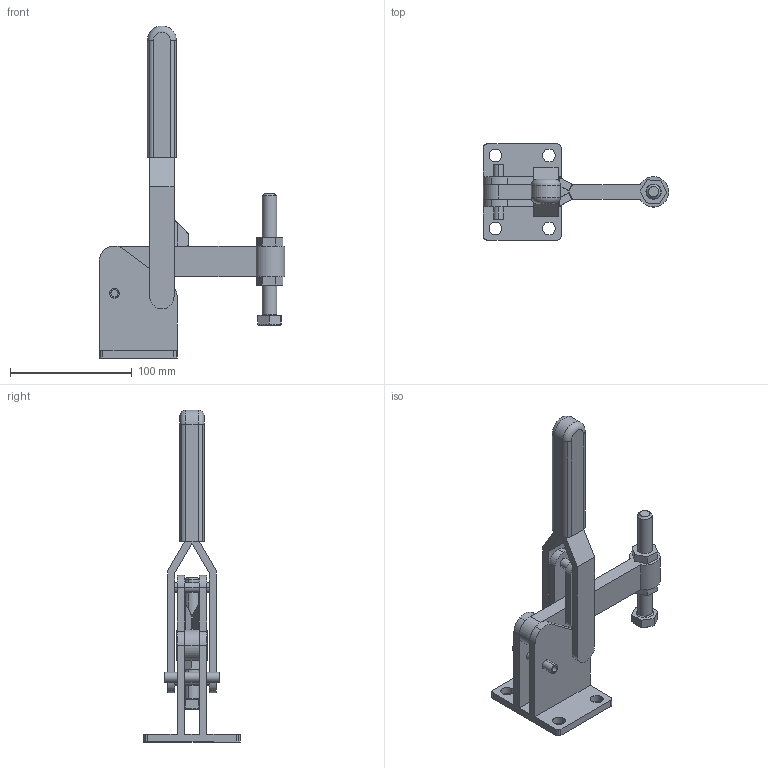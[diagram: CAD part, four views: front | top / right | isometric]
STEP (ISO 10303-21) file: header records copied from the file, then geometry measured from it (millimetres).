
FILE_DESCRIPTION((''),'2;1');
FILE_NAME('MG1SB.stp','2006-07-11T15:57:14',('Matthew'),(''),'Autodesk Inventor 8','Autodesk Inventor 8','');
FILE_SCHEMA(('AUTOMOTIVE_DESIGN { 1 0 10303 214 1 1 1 1 }'));
Length unit declared in the file: millimetre
Products named in the file (6): MG1SB; MG1SB1; MG1SB2; MG1SB3; MG1SB4; MG1SB5
Assembly tree (5 placements, depth 2):
  MG1SB
    MG1SB1
    MG1SB2
    MG1SB3
    MG1SB4
    MG1SB5
Bounding box: 152.5 x 79 x 273 mm (x, y, z)
Volume: 249226.5 mm3; surface area: 85203.5 mm2
Topology: 5 solids, 5 shells, 199 faces, 539 edges, 358 vertices
Faces by surface type: cylinder 82, plane 69, bspline 42, torus 4, cone 2
Entity records: 7185 total; most frequent: CARTESIAN_POINT 1969, ORIENTED_EDGE 1078, DIRECTION 1049, EDGE_CURVE 539, AXIS2_PLACEMENT_3D 378, VERTEX_POINT 358, VECTOR 293, LINE 293
